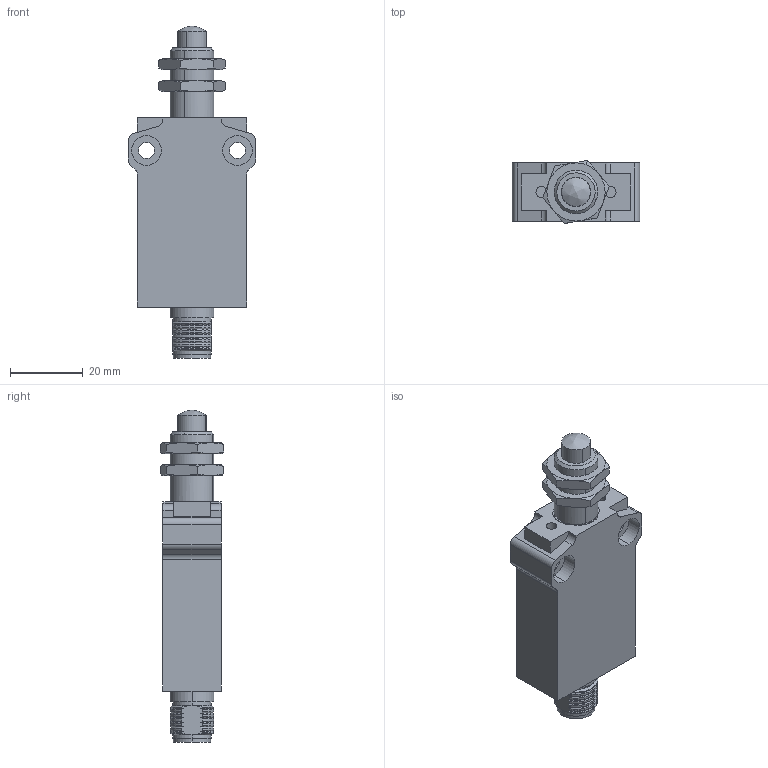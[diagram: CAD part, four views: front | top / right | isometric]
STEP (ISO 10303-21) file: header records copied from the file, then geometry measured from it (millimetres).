
FILE_DESCRIPTION (( 'STEP AP214' ), '1' );
FILE_NAME ('AEM2G2101Z11M.step', '2017-12-19T21:25:07', ( '' ), ( '' ), 'SwSTEP 2.0', 'SolidWorks 2017', '' );
FILE_SCHEMA (( 'AUTOMOTIVE_DESIGN' ));
Length unit declared in the file: inch
Products named in the file (1): AEM2G2101Z11M
Bounding box: 35 x 17.32 x 91.2 mm (x, y, z)
Volume: 28513.5 mm3; surface area: 10652.1 mm2
Topology: 5 solids, 5 shells, 198 faces, 491 edges, 314 vertices
Faces by surface type: cylinder 68, plane 66, cone 63, bspline 1
Entity records: 8778 total; most frequent: CARTESIAN_POINT 1451, ORIENTED_EDGE 982, DIRECTION 965, EDGE_CURVE 491, AXIS2_PLACEMENT_3D 388, VERTEX_POINT 314, EDGE_LOOP 217, LENGTH_MEASURE_WITH_UNIT 205
